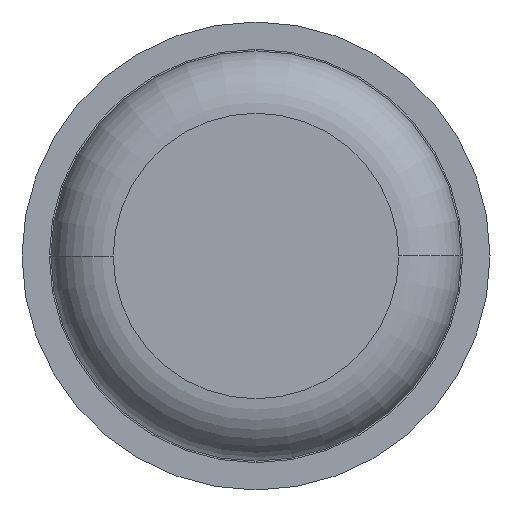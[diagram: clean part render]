
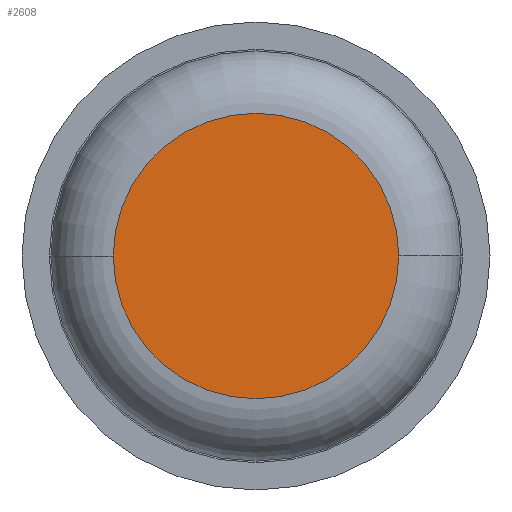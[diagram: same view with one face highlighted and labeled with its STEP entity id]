
A CAD part, front view. The second image highlights one B-rep face of the part: STEP entity #2608.
In plain terms, the highlighted planar face has unit normal (0, -1, 0).
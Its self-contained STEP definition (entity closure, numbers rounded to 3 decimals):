
#90 = AXIS2_PLACEMENT_3D ( 'NONE', #2907, #1533, #3974 ) ;
#174 = CIRCLE ( 'NONE', #3810, 0.915 ) ;
#188 = DIRECTION ( 'NONE',  ( -1., 0., 0. ) ) ;
#740 = ORIENTED_EDGE ( 'NONE', *, *, #4265, .T. ) ;
#823 = CARTESIAN_POINT ( 'NONE',  ( 0.915, 0., 0. ) ) ;
#1348 = DIRECTION ( 'NONE',  ( 0., -1., 0. ) ) ;
#1533 = DIRECTION ( 'NONE',  ( 0., -1., 0. ) ) ;
#2325 = VERTEX_POINT ( 'NONE', #823 ) ;
#2608 = ADVANCED_FACE ( 'Defeature ausgef�hrt1_6', ( #3777 ), #3643, .F. ) ;
#2686 = CARTESIAN_POINT ( 'NONE',  ( 0., 0., 0. ) ) ;
#2832 = CARTESIAN_POINT ( 'NONE',  ( -0.915, 0., 0. ) ) ;
#2858 = EDGE_LOOP ( 'NONE', ( #2862, #740 ) ) ;
#2862 = ORIENTED_EDGE ( 'NONE', *, *, #3941, .T. ) ;
#2907 = CARTESIAN_POINT ( 'NONE',  ( 0., 0., 0. ) ) ;
#3273 = CARTESIAN_POINT ( 'NONE',  ( 0., 0., 0. ) ) ;
#3413 = CIRCLE ( 'NONE', #90, 0.915 ) ;
#3643 = PLANE ( 'NONE',  #3707 ) ;
#3707 = AXIS2_PLACEMENT_3D ( 'NONE', #3273, #4319, #188 ) ;
#3777 = FACE_OUTER_BOUND ( 'NONE', #2858, .T. ) ;
#3810 = AXIS2_PLACEMENT_3D ( 'NONE', #2686, #1348, #4068 ) ;
#3941 = EDGE_CURVE ( 'Defeature ausgef�hrt1_6+Defeature ausgef�hrt1_7+Defeature ausgef�hrt1_7+Defeature ausgef�hrt1_7', #4399, #2325, #3413, .T. ) ;
#3974 = DIRECTION ( 'NONE',  ( -1., 0., 0. ) ) ;
#4068 = DIRECTION ( 'NONE',  ( -1., 0., 0. ) ) ;
#4265 = EDGE_CURVE ( 'Defeature ausgef�hrt1_6+Defeature ausgef�hrt1_7+Defeature ausgef�hrt1_7+Defeature ausgef�hrt1_7', #2325, #4399, #174, .T. ) ;
#4319 = DIRECTION ( 'NONE',  ( 0., 1., 0. ) ) ;
#4399 = VERTEX_POINT ( 'NONE', #2832 ) ;
